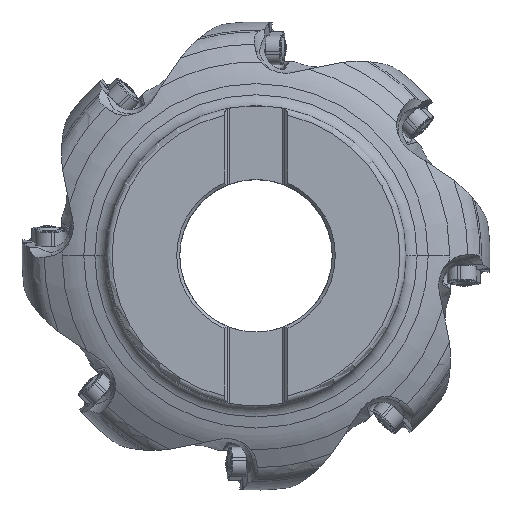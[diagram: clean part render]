
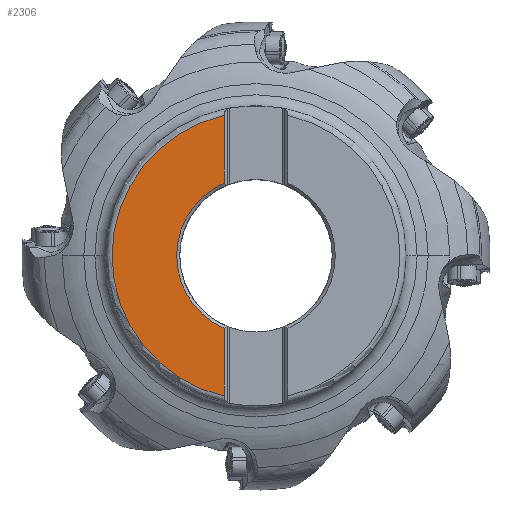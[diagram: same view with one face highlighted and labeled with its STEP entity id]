
A CAD part, top view. The second image highlights one B-rep face of the part: STEP entity #2306.
In plain terms, the highlighted planar face has unit normal (0, 0, 1).
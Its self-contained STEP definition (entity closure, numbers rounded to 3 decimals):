
#1728=PLANE('',#32942);
#2306=ADVANCED_FACE('',(#4297),#1728,.T.);
#4297=FACE_OUTER_BOUND('',#5963,.T.);
#5963=EDGE_LOOP('',(#13978,#13979,#13980,#13981));
#7872=CIRCLE('',#32939,48.);
#7873=CIRCLE('',#32941,26.435);
#9842=LINE('',#51492,#11503);
#9843=LINE('',#51494,#11504);
#11503=VECTOR('',#37487,1.);
#11504=VECTOR('',#37488,1.);
#13978=ORIENTED_EDGE('',*,*,#26356,.T.);
#13979=ORIENTED_EDGE('',*,*,#26355,.F.);
#13980=ORIENTED_EDGE('',*,*,#26357,.T.);
#13981=ORIENTED_EDGE('',*,*,#26358,.F.);
#23057=VERTEX_POINT('',#51465);
#23060=VERTEX_POINT('',#51489);
#23061=VERTEX_POINT('',#51493);
#23062=VERTEX_POINT('',#51495);
#26355=EDGE_CURVE('',#23060,#23057,#7872,.T.);
#26356=EDGE_CURVE('',#23061,#23057,#9842,.T.);
#26357=EDGE_CURVE('',#23060,#23062,#9843,.T.);
#26358=EDGE_CURVE('',#23061,#23062,#7873,.T.);
#32939=AXIS2_PLACEMENT_3D('',#51490,#37483,#37484);
#32941=AXIS2_PLACEMENT_3D('',#51496,#37489,#37490);
#32942=AXIS2_PLACEMENT_3D('',#51497,#37491,#37492);
#37483=DIRECTION('',(0.,0.,-1.));
#37484=DIRECTION('',(-0.222,-0.975,0.));
#37487=DIRECTION('',(0.,1.,0.));
#37488=DIRECTION('',(0.,1.,0.));
#37489=DIRECTION('',(0.,0.,1.));
#37490=DIRECTION('',(-0.403,0.915,0.));
#37491=DIRECTION('',(0.,0.,1.));
#37492=DIRECTION('',(1.,0.,0.));
#51465=CARTESIAN_POINT('',(-10.65,46.804,0.));
#51489=CARTESIAN_POINT('',(-10.65,-46.804,0.));
#51490=CARTESIAN_POINT('',(0.,0.,0.));
#51492=CARTESIAN_POINT('',(-10.65,24.195,0.));
#51493=CARTESIAN_POINT('',(-10.65,24.195,0.));
#51494=CARTESIAN_POINT('',(-10.65,-46.804,0.));
#51495=CARTESIAN_POINT('',(-10.65,-24.195,0.));
#51496=CARTESIAN_POINT('',(0.,0.,0.));
#51497=CARTESIAN_POINT('',(-29.326,0.,0.));
